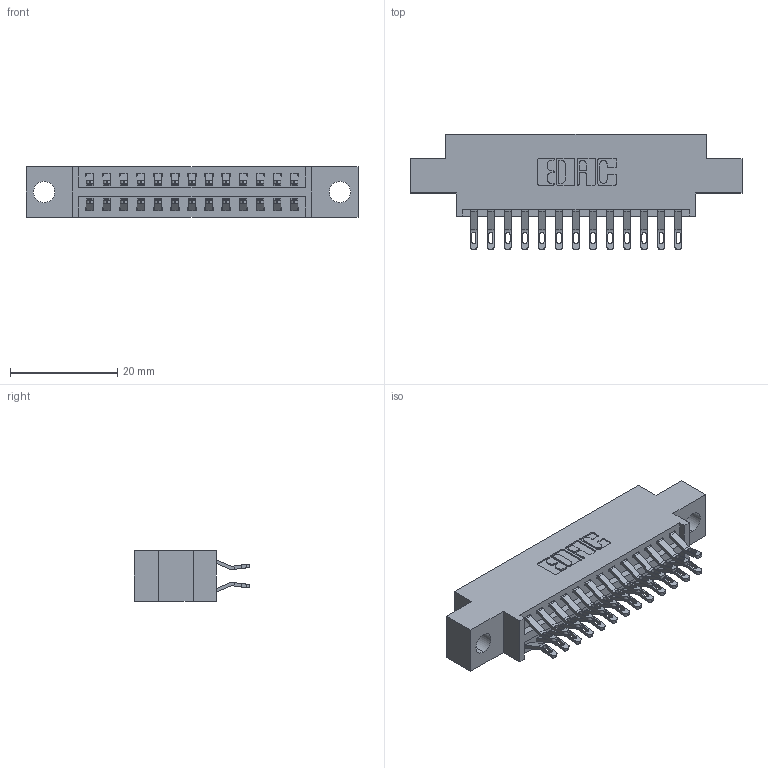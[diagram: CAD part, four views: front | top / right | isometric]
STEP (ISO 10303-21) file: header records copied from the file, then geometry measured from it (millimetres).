
FILE_DESCRIPTION (( 'STEP AP203' ), '1' );
FILE_NAME ('346-026-555-804.STEP', '2022-05-19T02:22:24', ( '' ), ( '' ), 'SwSTEP 2.0', 'SolidWorks 2020', '' );
FILE_SCHEMA (( 'CONFIG_CONTROL_DESIGN' ));
Length unit declared in the file: inch
Products named in the file (3): 346 Part_0.170 Offset - 0.156 Dia-TH; 346-026-555-804; 345-292-001_555 Tail
Assembly tree (27 placements, depth 2):
  346-026-555-804
    346 Part_0.170 Offset - 0.156 Dia-TH
    345-292-001_555 Tail  x26
Bounding box: 61.85 x 21.46 x 9.4 mm (x, y, z)
Volume: 5620.7 mm3; surface area: 7566.5 mm2
Topology: 27 solids, 27 shells, 1648 faces, 5135 edges, 3422 vertices
Faces by surface type: plane 952, cylinder 696
Entity records: 13265 total; most frequent: CARTESIAN_POINT 2268, ORIENTED_EDGE 2170, DIRECTION 2017, EDGE_CURVE 1085, VECTOR 881, LINE 881, VERTEX_POINT 722, AXIS2_PLACEMENT_3D 568
